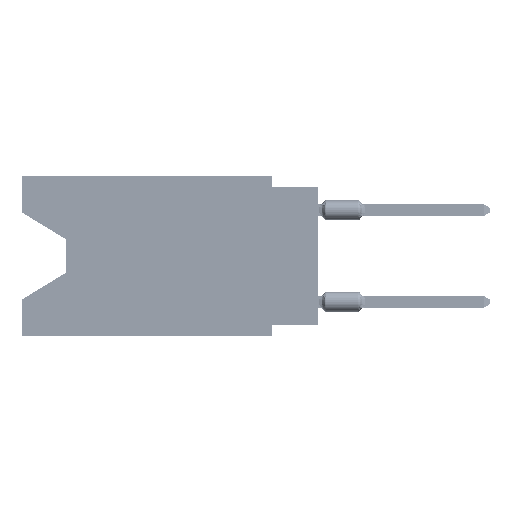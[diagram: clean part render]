
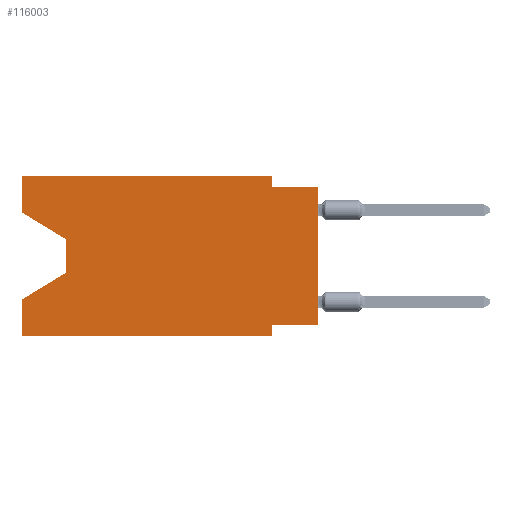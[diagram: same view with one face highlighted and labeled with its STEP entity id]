
A CAD part, left-side view. The second image highlights one B-rep face of the part: STEP entity #116003.
In plain terms, the highlighted planar face has unit normal (-1, 0, 0).
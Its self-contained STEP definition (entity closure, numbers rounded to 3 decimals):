
#258 = CARTESIAN_POINT ( 'NONE',  ( 0., 16.383, 0. ) ) ;
#855 = LINE ( 'NONE', #84303, #80207 ) ;
#2088 = ORIENTED_EDGE ( 'NONE', *, *, #18832, .F. ) ;
#2875 = EDGE_CURVE ( 'NONE', #91139, #61832, #24534, .T. ) ;
#3386 = VERTEX_POINT ( 'NONE', #36943 ) ;
#8717 = EDGE_CURVE ( 'NONE', #3386, #17603, #20447, .T. ) ;
#9546 = VECTOR ( 'NONE', #35323, 1000. ) ;
#9920 = VERTEX_POINT ( 'NONE', #98129 ) ;
#11456 = DIRECTION ( 'NONE',  ( 0., 1., 0. ) ) ;
#14303 = PLANE ( 'NONE',  #54281 ) ;
#14368 = CARTESIAN_POINT ( 'NONE',  ( 0., 0., -0.635 ) ) ;
#16049 = VECTOR ( 'NONE', #118519, 1000. ) ;
#16501 = CARTESIAN_POINT ( 'NONE',  ( 0., 13.97, -5.385 ) ) ;
#16573 = CARTESIAN_POINT ( 'NONE',  ( 0., 0., 0. ) ) ;
#16623 = VECTOR ( 'NONE', #91944, 1000. ) ;
#17603 = VERTEX_POINT ( 'NONE', #118449 ) ;
#18586 = ORIENTED_EDGE ( 'NONE', *, *, #78819, .F. ) ;
#18832 = EDGE_CURVE ( 'NONE', #9920, #46330, #45826, .T. ) ;
#19074 = VERTEX_POINT ( 'NONE', #79946 ) ;
#19355 = ORIENTED_EDGE ( 'NONE', *, *, #55100, .F. ) ;
#19490 = VERTEX_POINT ( 'NONE', #52167 ) ;
#20007 = DIRECTION ( 'NONE',  ( 0., -1., 0. ) ) ;
#20447 = LINE ( 'NONE', #66068, #110069 ) ;
#20693 = VERTEX_POINT ( 'NONE', #64527 ) ;
#21384 = VERTEX_POINT ( 'NONE', #33128 ) ;
#22798 = ORIENTED_EDGE ( 'NONE', *, *, #2875, .T. ) ;
#23902 = DIRECTION ( 'NONE',  ( 0., -0.855, -0.519 ) ) ;
#24534 = LINE ( 'NONE', #34137, #9546 ) ;
#25677 = EDGE_CURVE ( 'NONE', #61832, #107349, #74060, .T. ) ;
#27264 = CARTESIAN_POINT ( 'NONE',  ( 0., 13.97, -5.385 ) ) ;
#31792 = ORIENTED_EDGE ( 'NONE', *, *, #102391, .F. ) ;
#33128 = CARTESIAN_POINT ( 'NONE',  ( 0., 2.54, -8.89 ) ) ;
#34137 = CARTESIAN_POINT ( 'NONE',  ( 0., 13.97, -3.505 ) ) ;
#35323 = DIRECTION ( 'NONE',  ( 0., 0., -1. ) ) ;
#35903 = ORIENTED_EDGE ( 'NONE', *, *, #8717, .F. ) ;
#36943 = CARTESIAN_POINT ( 'NONE',  ( 0., 0., -8.255 ) ) ;
#37480 = DIRECTION ( 'NONE',  ( 0., 0., 1. ) ) ;
#40685 = VECTOR ( 'NONE', #23902, 1000. ) ;
#41135 = VECTOR ( 'NONE', #112861, 1000. ) ;
#45401 = ORIENTED_EDGE ( 'NONE', *, *, #92938, .T. ) ;
#45826 = LINE ( 'NONE', #102272, #72019 ) ;
#46330 = VERTEX_POINT ( 'NONE', #114019 ) ;
#52167 = CARTESIAN_POINT ( 'NONE',  ( 0., 16.383, -8.89 ) ) ;
#53053 = DIRECTION ( 'NONE',  ( 0., 0.855, -0.519 ) ) ;
#53386 = CARTESIAN_POINT ( 'NONE',  ( 0., 16.383, -8.89 ) ) ;
#54099 = EDGE_CURVE ( 'NONE', #3386, #19074, #73572, .T. ) ;
#54281 = AXIS2_PLACEMENT_3D ( 'NONE', #69532, #76178, #67170 ) ;
#55100 = EDGE_CURVE ( 'NONE', #20693, #19074, #76825, .T. ) ;
#55281 = CARTESIAN_POINT ( 'NONE',  ( 0., 2.54, -8.89 ) ) ;
#57174 = ORIENTED_EDGE ( 'NONE', *, *, #59321, .F. ) ;
#57398 = ORIENTED_EDGE ( 'NONE', *, *, #75942, .T. ) ;
#59321 = EDGE_CURVE ( 'NONE', #17603, #21384, #90763, .T. ) ;
#59901 = FACE_OUTER_BOUND ( 'NONE', #79552, .T. ) ;
#61832 = VERTEX_POINT ( 'NONE', #16501 ) ;
#62399 = LINE ( 'NONE', #53386, #73310 ) ;
#62508 = ORIENTED_EDGE ( 'NONE', *, *, #109369, .F. ) ;
#64527 = CARTESIAN_POINT ( 'NONE',  ( 0., 2.54, -0.635 ) ) ;
#66068 = CARTESIAN_POINT ( 'NONE',  ( 0., 0., -8.255 ) ) ;
#67170 = DIRECTION ( 'NONE',  ( 0., 0., -1. ) ) ;
#67418 = VECTOR ( 'NONE', #53053, 1000. ) ;
#69532 = CARTESIAN_POINT ( 'NONE',  ( 0., 16.383, 0. ) ) ;
#70906 = ORIENTED_EDGE ( 'NONE', *, *, #25677, .T. ) ;
#72019 = VECTOR ( 'NONE', #20007, 1000. ) ;
#73310 = VECTOR ( 'NONE', #100251, 1000. ) ;
#73572 = LINE ( 'NONE', #16573, #83160 ) ;
#74060 = LINE ( 'NONE', #27264, #67418 ) ;
#75942 = EDGE_CURVE ( 'NONE', #98211, #91139, #98937, .T. ) ;
#76178 = DIRECTION ( 'NONE',  ( 1., 0., 0. ) ) ;
#76825 = LINE ( 'NONE', #14368, #41135 ) ;
#77320 = CARTESIAN_POINT ( 'NONE',  ( 0., 16.383, -6.852 ) ) ;
#78819 = EDGE_CURVE ( 'NONE', #19490, #107349, #111309, .T. ) ;
#79552 = EDGE_LOOP ( 'NONE', ( #57398, #22798, #70906, #18586, #45401, #57174, #35903, #90187, #19355, #31792, #2088, #62508 ) ) ;
#79946 = CARTESIAN_POINT ( 'NONE',  ( 0., 0., -0.635 ) ) ;
#80000 = DIRECTION ( 'NONE',  ( 0., 0., -1. ) ) ;
#80207 = VECTOR ( 'NONE', #37480, 1000. ) ;
#83160 = VECTOR ( 'NONE', #90423, 1000. ) ;
#84303 = CARTESIAN_POINT ( 'NONE',  ( 0., 16.383, 0. ) ) ;
#90187 = ORIENTED_EDGE ( 'NONE', *, *, #54099, .T. ) ;
#90423 = DIRECTION ( 'NONE',  ( 0., 0., 1. ) ) ;
#90763 = LINE ( 'NONE', #55281, #16623 ) ;
#91139 = VERTEX_POINT ( 'NONE', #105824 ) ;
#91944 = DIRECTION ( 'NONE',  ( 0., 0., -1. ) ) ;
#92938 = EDGE_CURVE ( 'NONE', #19490, #21384, #62399, .T. ) ;
#97142 = CARTESIAN_POINT ( 'NONE',  ( 0., 16.383, -2.038 ) ) ;
#98129 = CARTESIAN_POINT ( 'NONE',  ( 0., 16.383, 0. ) ) ;
#98211 = VERTEX_POINT ( 'NONE', #110999 ) ;
#98937 = LINE ( 'NONE', #97142, #40685 ) ;
#99216 = CARTESIAN_POINT ( 'NONE',  ( 0., 2.54, 0. ) ) ;
#99817 = LINE ( 'NONE', #99216, #101459 ) ;
#100251 = DIRECTION ( 'NONE',  ( 0., -1., 0. ) ) ;
#101459 = VECTOR ( 'NONE', #80000, 1000. ) ;
#102272 = CARTESIAN_POINT ( 'NONE',  ( 0., 16.383, 0. ) ) ;
#102391 = EDGE_CURVE ( 'NONE', #46330, #20693, #99817, .T. ) ;
#105824 = CARTESIAN_POINT ( 'NONE',  ( 0., 13.97, -3.505 ) ) ;
#107349 = VERTEX_POINT ( 'NONE', #77320 ) ;
#109369 = EDGE_CURVE ( 'NONE', #98211, #9920, #855, .T. ) ;
#110069 = VECTOR ( 'NONE', #11456, 1000. ) ;
#110999 = CARTESIAN_POINT ( 'NONE',  ( 0., 16.383, -2.038 ) ) ;
#111309 = LINE ( 'NONE', #258, #16049 ) ;
#112861 = DIRECTION ( 'NONE',  ( 0., -1., 0. ) ) ;
#114019 = CARTESIAN_POINT ( 'NONE',  ( 0., 2.54, 0. ) ) ;
#116003 = ADVANCED_FACE ( 'NONE', ( #59901 ), #14303, .F. ) ;
#118449 = CARTESIAN_POINT ( 'NONE',  ( 0., 2.54, -8.255 ) ) ;
#118519 = DIRECTION ( 'NONE',  ( 0., 0., 1. ) ) ;
